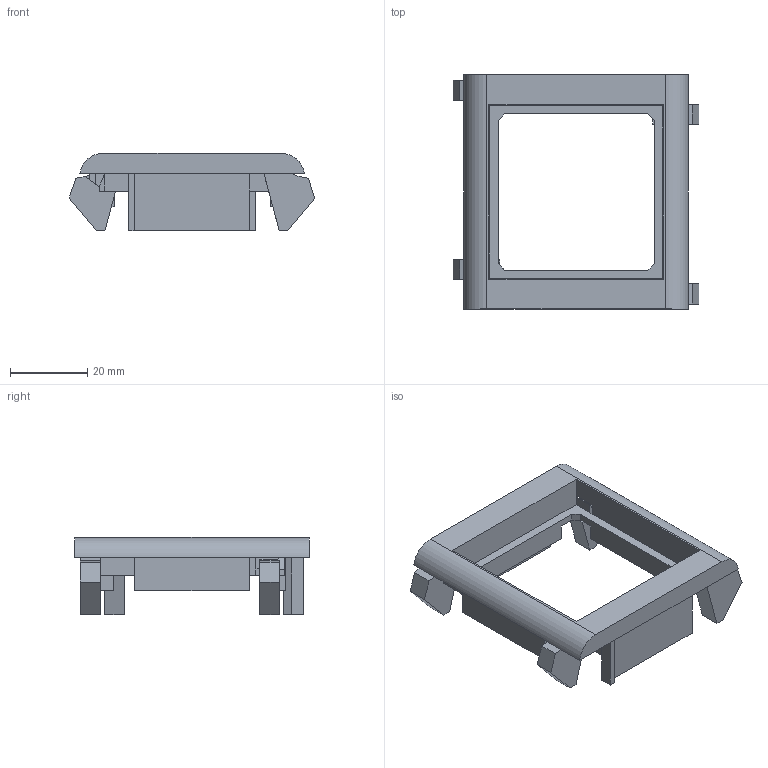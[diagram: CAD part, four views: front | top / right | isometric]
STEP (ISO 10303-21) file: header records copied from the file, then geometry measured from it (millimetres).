
FILE_DESCRIPTION(('CATIA V5 STEP Exchange','CAx-IF Rec.Pracs.--- Model Styling and Organization---1.5--- 2016-08-15','CAx-IF Rec.Pracs.---Supplemental Geometry---1.0---2011-11-01','CAx-IF Rec.Pracs.--- Composite Materials ---1.1---2010-07-15'),'2;1');
FILE_NAME('080291-MOD-1.stp','2023-01-16T09:25:48+00:00',('none'),('none'),'CATIA Version 5-6 Release 2020 SP3','CATIA V5 STEP AP214 v2','none');
FILE_SCHEMA(('AUTOMOTIVE_DESIGN { 1 0 10303 214 1 1 1 1 }'));
Length unit declared in the file: millimetre
Bounding box: 63.69 x 60.8 x 20 mm (x, y, z)
Volume: 15694.1 mm3; surface area: 12446.6 mm2
Topology: 1 solids, 1 shells, 119 faces, 348 edges, 228 vertices
Faces by surface type: plane 117, cylinder 2
Entity records: 3677 total; most frequent: ORIENTED_EDGE 696, CARTESIAN_POINT 678, DIRECTION 494, EDGE_CURVE 348, VECTOR 340, LINE 340, VERTEX_POINT 228, EDGE_LOOP 122
